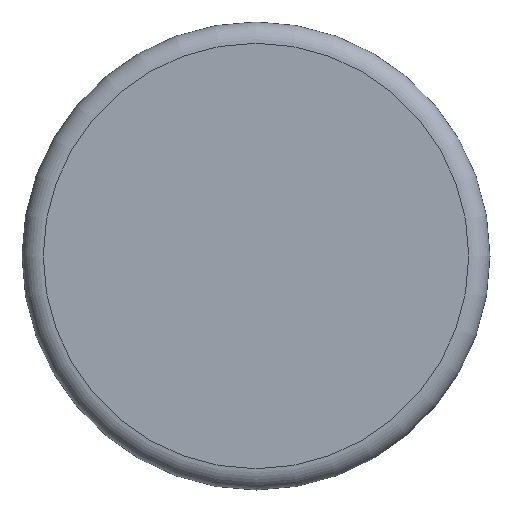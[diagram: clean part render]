
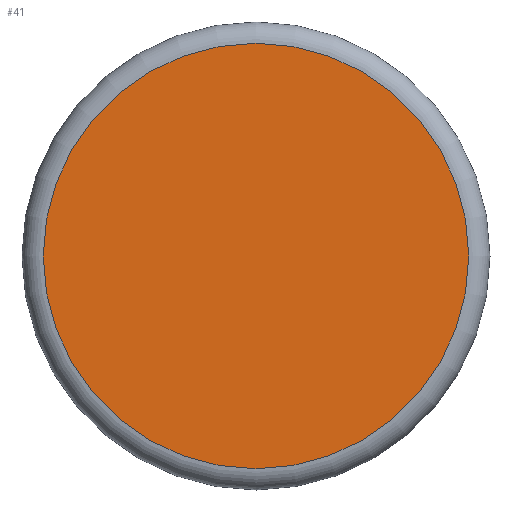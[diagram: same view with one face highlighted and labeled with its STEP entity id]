
A CAD part, front view. The second image highlights one B-rep face of the part: STEP entity #41.
In plain terms, the highlighted planar face has unit normal (0, -1, 0).
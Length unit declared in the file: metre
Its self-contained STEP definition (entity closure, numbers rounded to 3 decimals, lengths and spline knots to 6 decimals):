
#41 = ADVANCED_FACE( '', ( #83 ), #84, .T. );
#83 = FACE_OUTER_BOUND( '', #124, .T. );
#84 = PLANE( '', #125 );
#124 = EDGE_LOOP( '', ( #167 ) );
#125 = AXIS2_PLACEMENT_3D( '', #168, #169, #170 );
#167 = ORIENTED_EDGE( '', *, *, #205, .T. );
#168 = CARTESIAN_POINT( '', ( 0.110769, -0.036144, 0. ) );
#169 = DIRECTION( '', ( 0., -1., 0. ) );
#170 = DIRECTION( '', ( 1., 0., 0. ) );
#205 = EDGE_CURVE( '', #227, #227, #228, .T. );
#227 = VERTEX_POINT( '', #252 );
#228 = CIRCLE( '', #253, 0.0127 );
#252 = CARTESIAN_POINT( '', ( 0.110769, -0.036144, -0.0127 ) );
#253 = AXIS2_PLACEMENT_3D( '', #277, #278, #279 );
#277 = CARTESIAN_POINT( '', ( 0.110769, -0.036144, 0. ) );
#278 = DIRECTION( '', ( 0., -1., 0. ) );
#279 = DIRECTION( '', ( 0., 0., -1. ) );
